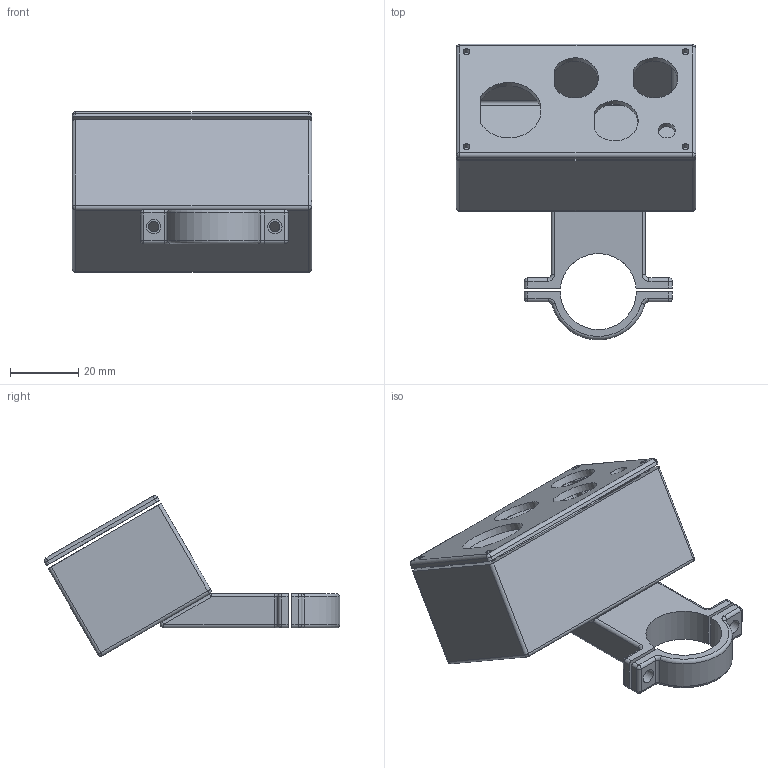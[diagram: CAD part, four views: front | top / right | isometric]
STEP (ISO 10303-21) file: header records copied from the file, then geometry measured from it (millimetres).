
FILE_DESCRIPTION (( 'STEP AP214' ), '1' );
FILE_NAME ('MB2_Case.STEP', '2024-03-25T04:09:01', ( '' ), ( '' ), 'SwSTEP 2.0', 'SolidWorks 2024', '' );
FILE_SCHEMA (( 'AUTOMOTIVE_DESIGN' ));
Length unit declared in the file: millimetre
Products named in the file (4): hb_mount_bottom; hb_mount_top; MB2_Case; case-bottom
Assembly tree (3 placements, depth 2):
  MB2_Case
    hb_mount_top
    hb_mount_bottom
    case-bottom
Bounding box: 70 x 86.35 x 46.9 mm (x, y, z)
Volume: 31158.6 mm3; surface area: 26825.4 mm2
Topology: 4 solids, 4 shells, 183 faces, 442 edges, 246 vertices
Faces by surface type: cylinder 91, plane 52, sphere 26, torus 14
Full cylindrical faces by diameter (mm): 2 x8, 3 x2, 4.2 x2, 5 x1
Entity records: 5121 total; most frequent: DIRECTION 965, CARTESIAN_POINT 824, ORIENTED_EDGE 786, EDGE_CURVE 393, AXIS2_PLACEMENT_3D 385, VERTEX_POINT 236, EDGE_LOOP 227, FACE_OUTER_BOUND 196
